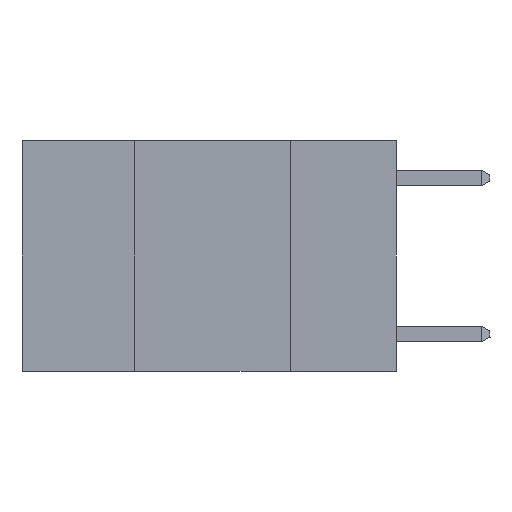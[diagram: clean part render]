
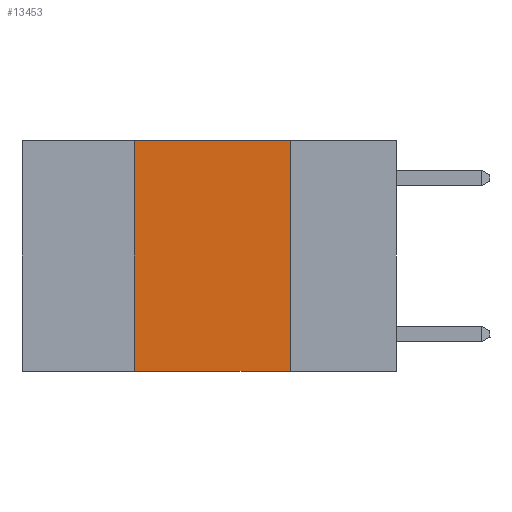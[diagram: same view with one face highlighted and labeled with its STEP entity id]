
A CAD part, left-side view. The second image highlights one B-rep face of the part: STEP entity #13453.
In plain terms, the highlighted planar face has unit normal (-1, 0, 0).
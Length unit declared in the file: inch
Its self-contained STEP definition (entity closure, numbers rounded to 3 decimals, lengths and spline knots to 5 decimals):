
#594 = PLANE ( 'NONE',  #10160 ) ;
#1232 = ORIENTED_EDGE ( 'NONE', *, *, #11118, .F. ) ;
#2130 = DIRECTION ( 'NONE',  ( 0., 0., -1. ) ) ;
#3818 = ORIENTED_EDGE ( 'NONE', *, *, #9760, .F. ) ;
#4129 = FACE_OUTER_BOUND ( 'NONE', #17849, .T. ) ;
#4317 = VERTEX_POINT ( 'NONE', #12603 ) ;
#4336 = LINE ( 'NONE', #17248, #18270 ) ;
#4716 = VECTOR ( 'NONE', #10896, 39.37008 ) ;
#4934 = DIRECTION ( 'NONE',  ( 0., 0., 1. ) ) ;
#5389 = LINE ( 'NONE', #12404, #16342 ) ;
#5635 = LINE ( 'NONE', #9414, #4716 ) ;
#5711 = ORIENTED_EDGE ( 'NONE', *, *, #7517, .F. ) ;
#5977 = CARTESIAN_POINT ( 'NONE',  ( 0., 0.17, -0.37 ) ) ;
#7517 = EDGE_CURVE ( 'NONE', #4317, #18863, #4336, .T. ) ;
#8543 = LINE ( 'NONE', #16135, #15958 ) ;
#9414 = CARTESIAN_POINT ( 'NONE',  ( 0., 0.17, 0. ) ) ;
#9760 = EDGE_CURVE ( 'NONE', #18863, #12611, #5635, .T. ) ;
#10160 = AXIS2_PLACEMENT_3D ( 'NONE', #17005, #11149, #2130 ) ;
#10896 = DIRECTION ( 'NONE',  ( 0., 0., -1. ) ) ;
#11118 = EDGE_CURVE ( 'NONE', #15385, #4317, #5389, .T. ) ;
#11149 = DIRECTION ( 'NONE',  ( 1., 0., 0. ) ) ;
#11692 = DIRECTION ( 'NONE',  ( 0., -1., 0. ) ) ;
#12404 = CARTESIAN_POINT ( 'NONE',  ( 0., 0.42, 0. ) ) ;
#12603 = CARTESIAN_POINT ( 'NONE',  ( 0., 0.42, 0. ) ) ;
#12611 = VERTEX_POINT ( 'NONE', #5977 ) ;
#13453 = ADVANCED_FACE ( 'NONE', ( #4129 ), #594, .F. ) ;
#15385 = VERTEX_POINT ( 'NONE', #18689 ) ;
#15958 = VECTOR ( 'NONE', #11692, 39.37008 ) ;
#16059 = EDGE_CURVE ( 'NONE', #15385, #12611, #8543, .T. ) ;
#16135 = CARTESIAN_POINT ( 'NONE',  ( 0., 0.6, -0.37 ) ) ;
#16198 = ORIENTED_EDGE ( 'NONE', *, *, #16059, .T. ) ;
#16342 = VECTOR ( 'NONE', #4934, 39.37008 ) ;
#17005 = CARTESIAN_POINT ( 'NONE',  ( 0., 0.6, 0. ) ) ;
#17248 = CARTESIAN_POINT ( 'NONE',  ( 0., 0.6, 0. ) ) ;
#17849 = EDGE_LOOP ( 'NONE', ( #3818, #5711, #1232, #16198 ) ) ;
#18270 = VECTOR ( 'NONE', #18700, 39.37008 ) ;
#18689 = CARTESIAN_POINT ( 'NONE',  ( 0., 0.42, -0.37 ) ) ;
#18700 = DIRECTION ( 'NONE',  ( 0., -1., 0. ) ) ;
#18863 = VERTEX_POINT ( 'NONE', #19217 ) ;
#19217 = CARTESIAN_POINT ( 'NONE',  ( 0., 0.17, 0. ) ) ;
